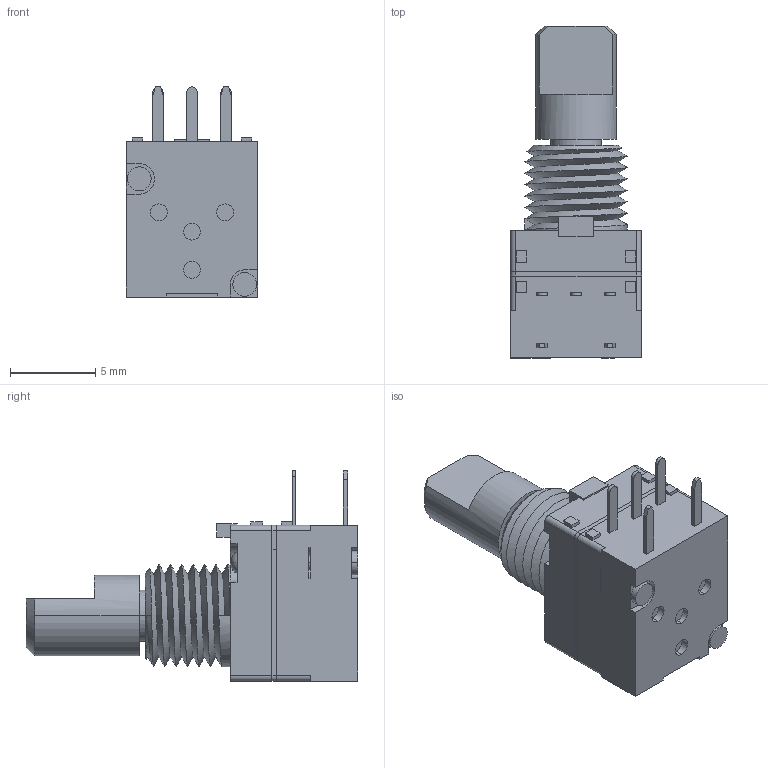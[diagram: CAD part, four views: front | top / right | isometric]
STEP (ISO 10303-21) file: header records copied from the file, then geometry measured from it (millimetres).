
FILE_DESCRIPTION((''),'2;1');
FILE_NAME('EN08-SD16F12','2018-03-14T08:16:28',('bmozley'),(''),'CREO PARAMETRIC BY PTC INC, 2017110','CREO PARAMETRIC BY PTC INC, 2017110','');
FILE_SCHEMA(('CONFIG_CONTROL_DESIGN'));
Length unit declared in the file: millimetre
Products named in the file (1): EN08-SD16F12
Bounding box: 7.7 x 19.5 x 12.35 mm (x, y, z)
Volume: 595.2 mm3; surface area: 1720.1 mm2
Topology: 2 solids, 10 shells, 950 faces, 2732 edges, 1843 vertices
Faces by surface type: cylinder 444, plane 429, cone 37, torus 18, bspline 14, sphere 8
Entity records: 33798 total; most frequent: CARTESIAN_POINT 7523, DIRECTION 5794, ORIENTED_EDGE 5448, EDGE_CURVE 2724, AXIS2_PLACEMENT_3D 2185, VERTEX_POINT 1843, VECTOR 1424, LINE 1424
